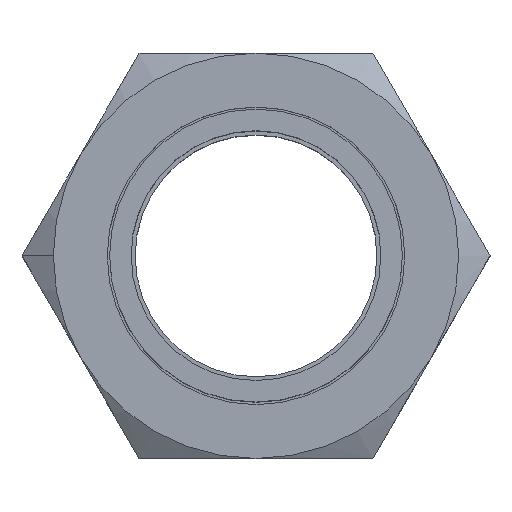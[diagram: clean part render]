
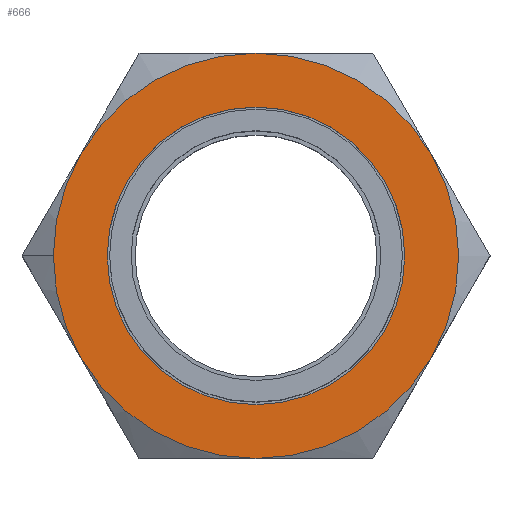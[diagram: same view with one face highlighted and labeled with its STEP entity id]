
A CAD part, top view. The second image highlights one B-rep face of the part: STEP entity #666.
In plain terms, the highlighted planar face has unit normal (0, 0, 1).
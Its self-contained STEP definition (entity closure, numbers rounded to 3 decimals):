
#8 = CARTESIAN_POINT ( 'NONE',  ( -18.576, -10.725, 9.5 ) ) ;
#21 = CARTESIAN_POINT ( 'NONE',  ( -21.45, 0., 9.5 ) ) ;
#32 = DIRECTION ( 'NONE',  ( 0., 0., 1. ) ) ;
#33 = AXIS2_PLACEMENT_3D ( 'NONE', #41, #32, #36 ) ;
#36 = DIRECTION ( 'NONE',  ( 1., 0., 0. ) ) ;
#40 = CIRCLE ( 'NONE', #33, 21.45 ) ;
#41 = CARTESIAN_POINT ( 'NONE',  ( 0., 0., 9.5 ) ) ;
#146 = EDGE_CURVE ( 'NONE', #358, #364, #746, .T. ) ;
#158 = PLANE ( 'NONE',  #163 ) ;
#159 = FACE_OUTER_BOUND ( 'NONE', #684, .T. ) ;
#160 = FACE_BOUND ( 'NONE', #683, .T. ) ;
#162 = CARTESIAN_POINT ( 'NONE',  ( 0., 21.45, 9.5 ) ) ;
#163 = AXIS2_PLACEMENT_3D ( 'NONE', #162, #168, #167 ) ;
#164 = DIRECTION ( 'NONE',  ( 0., 0., 1. ) ) ;
#165 = CARTESIAN_POINT ( 'NONE',  ( 0., 0., 9.5 ) ) ;
#166 = AXIS2_PLACEMENT_3D ( 'NONE', #165, #164, #170 ) ;
#167 = DIRECTION ( 'NONE',  ( -1., 0., 0. ) ) ;
#168 = DIRECTION ( 'NONE',  ( 0., 0., -1. ) ) ;
#169 = CIRCLE ( 'NONE', #166, 15.75 ) ;
#170 = DIRECTION ( 'NONE',  ( 1., 0., 0. ) ) ;
#358 = VERTEX_POINT ( 'NONE', #21 ) ;
#364 = VERTEX_POINT ( 'NONE', #8 ) ;
#514 = VERTEX_POINT ( 'NONE', #967 ) ;
#516 = EDGE_CURVE ( 'NONE', #517, #530, #977, .T. ) ;
#517 = VERTEX_POINT ( 'NONE', #966 ) ;
#519 = VERTEX_POINT ( 'NONE', #976 ) ;
#521 = EDGE_CURVE ( 'NONE', #519, #522, #972, .T. ) ;
#522 = VERTEX_POINT ( 'NONE', #1054 ) ;
#530 = VERTEX_POINT ( 'NONE', #1259 ) ;
#539 = EDGE_CURVE ( 'NONE', #574, #548, #1281, .T. ) ;
#547 = EDGE_CURVE ( 'NONE', #530, #574, #1296, .T. ) ;
#548 = VERTEX_POINT ( 'NONE', #1297 ) ;
#558 = EDGE_CURVE ( 'NONE', #514, #358, #1305, .T. ) ;
#574 = VERTEX_POINT ( 'NONE', #2203 ) ;
#588 = EDGE_CURVE ( 'NONE', #364, #517, #2096, .T. ) ;
#605 = EDGE_CURVE ( 'NONE', #548, #514, #40, .T. ) ;
#616 = ORIENTED_EDGE ( 'NONE', *, *, #516, .T. ) ;
#666 = ADVANCED_FACE ( 'NONE', ( #160, #159 ), #158, .F. ) ;
#677 = ORIENTED_EDGE ( 'NONE', *, *, #539, .T. ) ;
#678 = ORIENTED_EDGE ( 'NONE', *, *, #521, .F. ) ;
#679 = ORIENTED_EDGE ( 'NONE', *, *, #680, .F. ) ;
#680 = EDGE_CURVE ( 'NONE', #522, #519, #169, .T. ) ;
#683 = EDGE_LOOP ( 'NONE', ( #679, #678 ) ) ;
#684 = EDGE_LOOP ( 'NONE', ( #677, #686, #693, #685, #692, #616, #716 ) ) ;
#685 = ORIENTED_EDGE ( 'NONE', *, *, #146, .T. ) ;
#686 = ORIENTED_EDGE ( 'NONE', *, *, #605, .T. ) ;
#692 = ORIENTED_EDGE ( 'NONE', *, *, #588, .T. ) ;
#693 = ORIENTED_EDGE ( 'NONE', *, *, #558, .T. ) ;
#716 = ORIENTED_EDGE ( 'NONE', *, *, #547, .T. ) ;
#742 = DIRECTION ( 'NONE',  ( 0., 0., 1. ) ) ;
#743 = CARTESIAN_POINT ( 'NONE',  ( 0., 0., 9.5 ) ) ;
#744 = AXIS2_PLACEMENT_3D ( 'NONE', #743, #742, #749 ) ;
#746 = CIRCLE ( 'NONE', #744, 21.45 ) ;
#749 = DIRECTION ( 'NONE',  ( 1., 0., 0. ) ) ;
#953 = DIRECTION ( 'NONE',  ( 0., 0., 1. ) ) ;
#954 = DIRECTION ( 'NONE',  ( 1., 0., 0. ) ) ;
#966 = CARTESIAN_POINT ( 'NONE',  ( 0., -21.45, 9.5 ) ) ;
#967 = CARTESIAN_POINT ( 'NONE',  ( -18.576, 10.725, 9.5 ) ) ;
#968 = CARTESIAN_POINT ( 'NONE',  ( 0., 0., 9.5 ) ) ;
#970 = CARTESIAN_POINT ( 'NONE',  ( 0., 0., 9.5 ) ) ;
#971 = AXIS2_PLACEMENT_3D ( 'NONE', #970, #953, #954 ) ;
#972 = CIRCLE ( 'NONE', #971, 15.75 ) ;
#973 = DIRECTION ( 'NONE',  ( 1., 0., 0. ) ) ;
#974 = AXIS2_PLACEMENT_3D ( 'NONE', #968, #975, #973 ) ;
#975 = DIRECTION ( 'NONE',  ( 0., 0., 1. ) ) ;
#976 = CARTESIAN_POINT ( 'NONE',  ( -15.75, 0., 9.5 ) ) ;
#977 = CIRCLE ( 'NONE', #974, 21.45 ) ;
#1054 = CARTESIAN_POINT ( 'NONE',  ( 15.75, 0., 9.5 ) ) ;
#1253 = DIRECTION ( 'NONE',  ( 0., 0., 1. ) ) ;
#1259 = CARTESIAN_POINT ( 'NONE',  ( 18.576, -10.725, 9.5 ) ) ;
#1263 = DIRECTION ( 'NONE',  ( 1., 0., 0. ) ) ;
#1276 = DIRECTION ( 'NONE',  ( 0., 0., 1. ) ) ;
#1277 = CARTESIAN_POINT ( 'NONE',  ( 0., 0., 9.5 ) ) ;
#1280 = AXIS2_PLACEMENT_3D ( 'NONE', #1277, #1276, #1283 ) ;
#1281 = CIRCLE ( 'NONE', #1280, 21.45 ) ;
#1283 = DIRECTION ( 'NONE',  ( 1., 0., 0. ) ) ;
#1291 = CARTESIAN_POINT ( 'NONE',  ( 0., 0., 9.5 ) ) ;
#1292 = AXIS2_PLACEMENT_3D ( 'NONE', #1291, #1253, #1263 ) ;
#1294 = CARTESIAN_POINT ( 'NONE',  ( 0., 0., 9.5 ) ) ;
#1295 = AXIS2_PLACEMENT_3D ( 'NONE', #1294, #1301, #1300 ) ;
#1296 = CIRCLE ( 'NONE', #1295, 21.45 ) ;
#1297 = CARTESIAN_POINT ( 'NONE',  ( 0., 21.45, 9.5 ) ) ;
#1300 = DIRECTION ( 'NONE',  ( 1., 0., 0. ) ) ;
#1301 = DIRECTION ( 'NONE',  ( 0., 0., 1. ) ) ;
#1305 = CIRCLE ( 'NONE', #1292, 21.45 ) ;
#2053 = DIRECTION ( 'NONE',  ( 0., 0., 1. ) ) ;
#2055 = DIRECTION ( 'NONE',  ( 1., 0., 0. ) ) ;
#2096 = CIRCLE ( 'NONE', #2097, 21.45 ) ;
#2097 = AXIS2_PLACEMENT_3D ( 'NONE', #2099, #2053, #2055 ) ;
#2099 = CARTESIAN_POINT ( 'NONE',  ( 0., 0., 9.5 ) ) ;
#2203 = CARTESIAN_POINT ( 'NONE',  ( 18.576, 10.725, 9.5 ) ) ;
